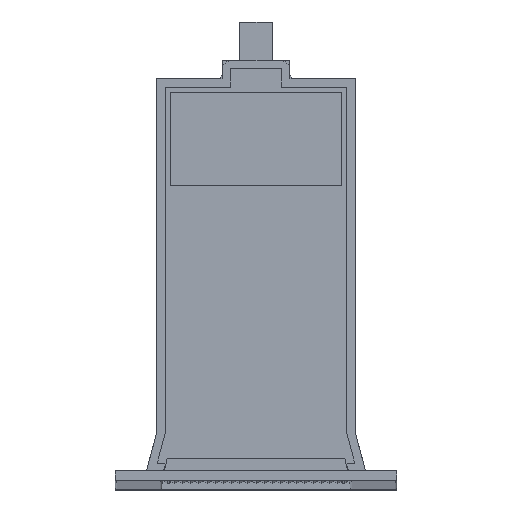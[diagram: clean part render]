
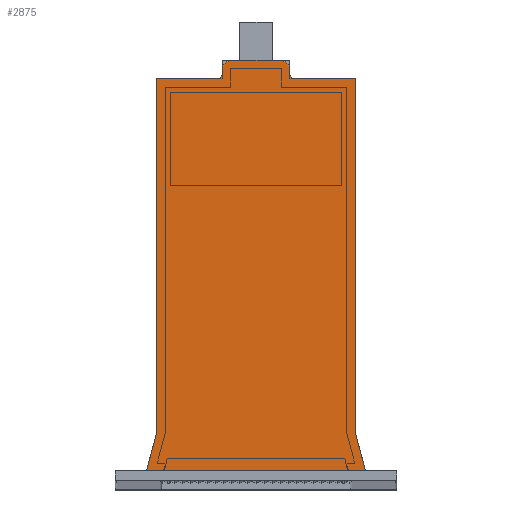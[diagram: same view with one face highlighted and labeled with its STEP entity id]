
A CAD part, top view. The second image highlights one B-rep face of the part: STEP entity #2875.
In plain terms, the highlighted planar face has unit normal (0, 0, 1).
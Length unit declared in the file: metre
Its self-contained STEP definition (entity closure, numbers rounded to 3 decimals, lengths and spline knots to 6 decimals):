
#53=CIRCLE('',#3081,0.0002);
#54=CIRCLE('',#3082,0.001);
#55=CIRCLE('',#3083,0.0023);
#56=CIRCLE('',#3084,0.0023);
#57=CIRCLE('',#3085,0.001);
#58=CIRCLE('',#3086,0.0002);
#173=FACE_OUTER_BOUND('',#326,.T.);
#326=EDGE_LOOP('',(#2268,#2269,#2270,#2271,#2272,#2273,#2274,#2275,#2276,
#2277,#2278,#2279,#2280,#2281,#2282,#2283));
#602=LINE('',#4409,#971);
#603=LINE('',#4413,#972);
#604=LINE('',#4415,#973);
#605=LINE('',#4417,#974);
#606=LINE('',#4421,#975);
#607=LINE('',#4425,#976);
#608=LINE('',#4429,#977);
#609=LINE('',#4433,#978);
#610=LINE('',#4435,#979);
#611=LINE('',#4437,#980);
#971=VECTOR('',#3582,0.046517);
#972=VECTOR('',#3585,0.008313);
#973=VECTOR('',#3586,0.075919);
#974=VECTOR('',#3587,0.013);
#975=VECTOR('',#3590,0.0007);
#976=VECTOR('',#3593,0.01);
#977=VECTOR('',#3596,0.0007);
#978=VECTOR('',#3599,0.013);
#979=VECTOR('',#3600,0.075919);
#980=VECTOR('',#3601,0.008313);
#1297=VERTEX_POINT('',#4407);
#1298=VERTEX_POINT('',#4408);
#1299=VERTEX_POINT('',#4410);
#1300=VERTEX_POINT('',#4412);
#1301=VERTEX_POINT('',#4414);
#1302=VERTEX_POINT('',#4416);
#1303=VERTEX_POINT('',#4418);
#1304=VERTEX_POINT('',#4420);
#1305=VERTEX_POINT('',#4422);
#1306=VERTEX_POINT('',#4424);
#1307=VERTEX_POINT('',#4426);
#1308=VERTEX_POINT('',#4428);
#1309=VERTEX_POINT('',#4430);
#1310=VERTEX_POINT('',#4432);
#1311=VERTEX_POINT('',#4434);
#1312=VERTEX_POINT('',#4436);
#1644=EDGE_CURVE('',#1297,#1298,#602,.T.);
#1645=EDGE_CURVE('',#1298,#1299,#53,.T.);
#1646=EDGE_CURVE('',#1299,#1300,#603,.T.);
#1647=EDGE_CURVE('',#1300,#1301,#604,.T.);
#1648=EDGE_CURVE('',#1301,#1302,#605,.F.);
#1649=EDGE_CURVE('',#1302,#1303,#54,.F.);
#1650=EDGE_CURVE('',#1303,#1304,#606,.T.);
#1651=EDGE_CURVE('',#1304,#1305,#55,.T.);
#1652=EDGE_CURVE('',#1305,#1306,#607,.F.);
#1653=EDGE_CURVE('',#1306,#1307,#56,.T.);
#1654=EDGE_CURVE('',#1307,#1308,#608,.F.);
#1655=EDGE_CURVE('',#1308,#1309,#57,.F.);
#1656=EDGE_CURVE('',#1309,#1310,#609,.F.);
#1657=EDGE_CURVE('',#1310,#1311,#610,.F.);
#1658=EDGE_CURVE('',#1311,#1312,#611,.T.);
#1659=EDGE_CURVE('',#1312,#1297,#58,.T.);
#2268=ORIENTED_EDGE('',*,*,#1644,.T.);
#2269=ORIENTED_EDGE('',*,*,#1645,.T.);
#2270=ORIENTED_EDGE('',*,*,#1646,.T.);
#2271=ORIENTED_EDGE('',*,*,#1647,.T.);
#2272=ORIENTED_EDGE('',*,*,#1648,.T.);
#2273=ORIENTED_EDGE('',*,*,#1649,.T.);
#2274=ORIENTED_EDGE('',*,*,#1650,.T.);
#2275=ORIENTED_EDGE('',*,*,#1651,.T.);
#2276=ORIENTED_EDGE('',*,*,#1652,.T.);
#2277=ORIENTED_EDGE('',*,*,#1653,.T.);
#2278=ORIENTED_EDGE('',*,*,#1654,.T.);
#2279=ORIENTED_EDGE('',*,*,#1655,.T.);
#2280=ORIENTED_EDGE('',*,*,#1656,.T.);
#2281=ORIENTED_EDGE('',*,*,#1657,.T.);
#2282=ORIENTED_EDGE('',*,*,#1658,.T.);
#2283=ORIENTED_EDGE('',*,*,#1659,.T.);
#2736=PLANE('',#3080);
#2875=ADVANCED_FACE('',(#173),#2736,.T.);
#3080=AXIS2_PLACEMENT_3D('',#4406,#3580,#3581);
#3081=AXIS2_PLACEMENT_3D('',#4411,#3583,#3584);
#3082=AXIS2_PLACEMENT_3D('',#4419,#3588,#3589);
#3083=AXIS2_PLACEMENT_3D('',#4423,#3591,#3592);
#3084=AXIS2_PLACEMENT_3D('',#4427,#3594,#3595);
#3085=AXIS2_PLACEMENT_3D('',#4431,#3597,#3598);
#3086=AXIS2_PLACEMENT_3D('',#4438,#3602,#3603);
#3580=DIRECTION('center_axis',(0.,0.,1.));
#3581=DIRECTION('ref_axis',(1.,0.,0.));
#3582=DIRECTION('',(1.,0.,0.));
#3583=DIRECTION('center_axis',(0.,0.,1.));
#3584=DIRECTION('ref_axis',(1.,0.,0.));
#3585=DIRECTION('',(-0.259,0.966,0.));
#3586=DIRECTION('',(0.,1.,0.));
#3587=DIRECTION('',(1.,0.,0.));
#3588=DIRECTION('center_axis',(0.,0.,1.));
#3589=DIRECTION('ref_axis',(1.,0.,0.));
#3590=DIRECTION('',(0.,1.,0.));
#3591=DIRECTION('center_axis',(0.,0.,1.));
#3592=DIRECTION('ref_axis',(1.,0.,0.));
#3593=DIRECTION('',(1.,0.,0.));
#3594=DIRECTION('center_axis',(0.,0.,1.));
#3595=DIRECTION('ref_axis',(1.,0.,0.));
#3596=DIRECTION('',(0.,1.,0.));
#3597=DIRECTION('center_axis',(0.,0.,1.));
#3598=DIRECTION('ref_axis',(1.,0.,0.));
#3599=DIRECTION('',(1.,0.,0.));
#3600=DIRECTION('',(0.,1.,0.));
#3601=DIRECTION('',(-0.259,-0.966,0.));
#3602=DIRECTION('center_axis',(0.,0.,1.));
#3603=DIRECTION('ref_axis',(1.,0.,0.));
#4406=CARTESIAN_POINT('Origin',(0.0225,0.0093,0.59425));
#4407=CARTESIAN_POINT('',(-0.023258,0.0008,0.59425));
#4408=CARTESIAN_POINT('',(0.023258,0.0008,0.59425));
#4409=CARTESIAN_POINT('',(-0.023258,0.0008,0.59425));
#4410=CARTESIAN_POINT('',(0.023452,0.001052,0.59425));
#4411=CARTESIAN_POINT('Origin',(0.023258,0.001,
0.59425));
#4412=CARTESIAN_POINT('',(0.0213,0.009081,0.59425));
#4413=CARTESIAN_POINT('',(0.023452,0.001052,0.59425));
#4414=CARTESIAN_POINT('',(0.0213,0.085,0.59425));
#4415=CARTESIAN_POINT('',(0.0213,0.009081,0.59425));
#4416=CARTESIAN_POINT('',(0.0083,0.085,0.59425));
#4417=CARTESIAN_POINT('',(0.0083,0.085,0.59425));
#4418=CARTESIAN_POINT('',(0.0073,0.086,0.59425));
#4419=CARTESIAN_POINT('Origin',(0.0083,0.086,0.59425));
#4420=CARTESIAN_POINT('',(0.0073,0.0867,0.59425));
#4421=CARTESIAN_POINT('',(0.0073,0.086,0.59425));
#4422=CARTESIAN_POINT('',(0.005,0.089,0.59425));
#4423=CARTESIAN_POINT('Origin',(0.005,0.0867,0.59425));
#4424=CARTESIAN_POINT('',(-0.005,0.089,0.59425));
#4425=CARTESIAN_POINT('',(-0.005,0.089,0.59425));
#4426=CARTESIAN_POINT('',(-0.0073,0.0867,0.59425));
#4427=CARTESIAN_POINT('Origin',(-0.005,0.0867,0.59425));
#4428=CARTESIAN_POINT('',(-0.0073,0.086,0.59425));
#4429=CARTESIAN_POINT('',(-0.0073,0.086,0.59425));
#4430=CARTESIAN_POINT('',(-0.0083,0.085,0.59425));
#4431=CARTESIAN_POINT('Origin',(-0.0083,0.086,0.59425));
#4432=CARTESIAN_POINT('',(-0.0213,0.085,0.59425));
#4433=CARTESIAN_POINT('',(-0.0213,0.085,0.59425));
#4434=CARTESIAN_POINT('',(-0.0213,0.009081,0.59425));
#4435=CARTESIAN_POINT('',(-0.0213,0.009081,0.59425));
#4436=CARTESIAN_POINT('',(-0.023452,0.001052,0.59425));
#4437=CARTESIAN_POINT('',(-0.0213,0.009081,0.59425));
#4438=CARTESIAN_POINT('Origin',(-0.023258,0.001,
0.59425));
